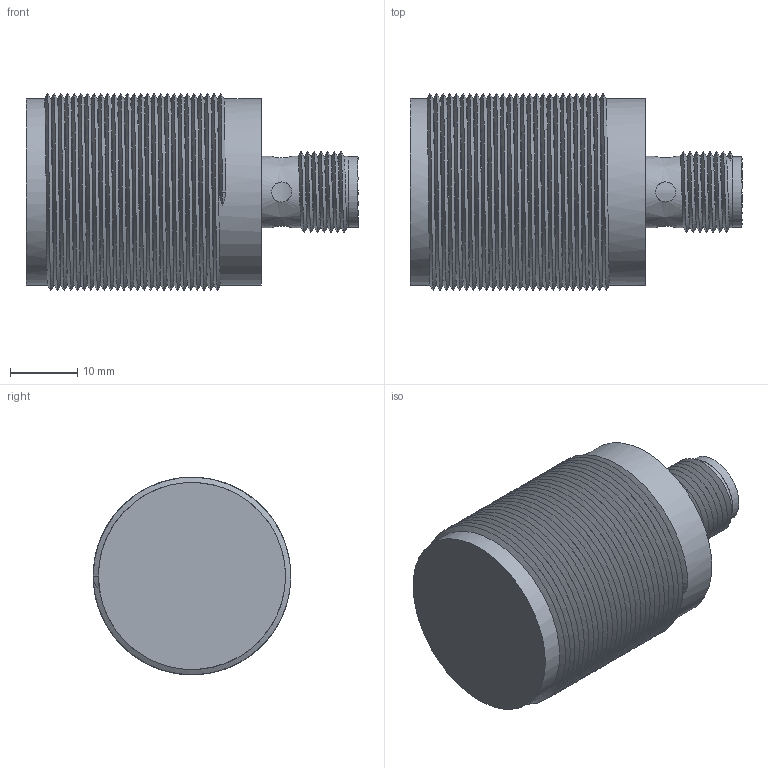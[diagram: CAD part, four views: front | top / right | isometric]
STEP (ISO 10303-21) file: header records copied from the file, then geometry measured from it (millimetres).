
FILE_DESCRIPTION( ('This file contains a STEP AP42 implementation' ,'as created by ZW3D STEP Interface translator.') ,'2;1' );
FILE_NAME( 'ECS1-3015X-XRS4.stp' ,'20 522.141712', (''), ('ZWCAD Software Co.'), 'Version 1.0', 'ZW3D to STEP translator', '' );
FILE_SCHEMA(('AUTOMOTIVE_DESIGN'));
Length unit declared in the file: millimetre
Products named in the file (2): 0; ECS1-3015X-XRS4
Bounding box: 49.35 x 29.36 x 29.36 mm (x, y, z)
Volume: 22863.5 mm3; surface area: 7642.5 mm2
Topology: 1 solids, 6 shells, 79 faces, 198 edges, 126 vertices
Faces by surface type: bspline 79
Entity records: 4526 total; most frequent: CARTESIAN_POINT 3354, ORIENTED_EDGE 374, EDGE_CURVE 192, VERTEX_POINT 126, B_SPLINE_CURVE_WITH_KNOTS 89, EDGE_LOOP 85, FACE_OUTER_BOUND 79, ADVANCED_FACE 79
